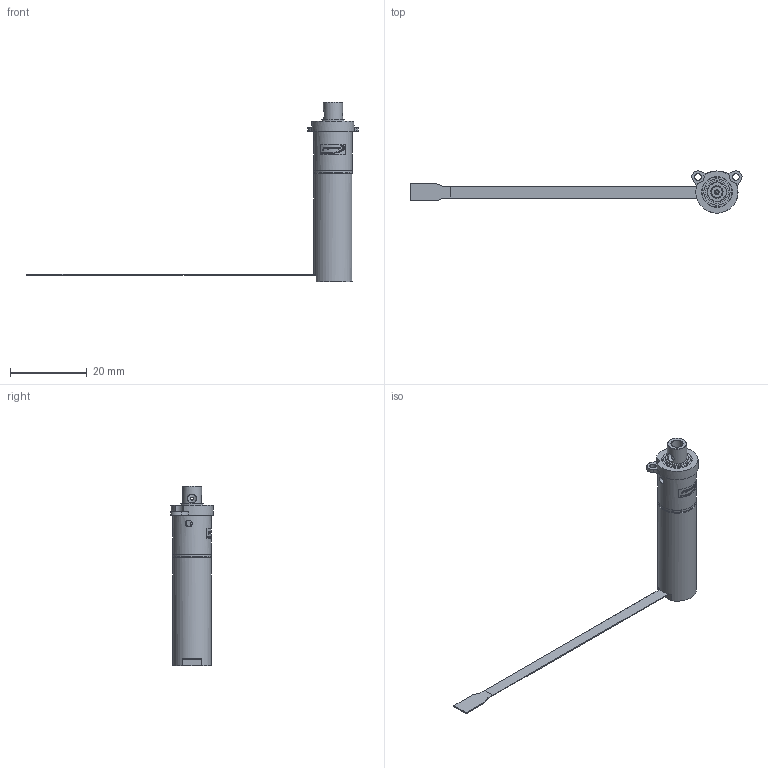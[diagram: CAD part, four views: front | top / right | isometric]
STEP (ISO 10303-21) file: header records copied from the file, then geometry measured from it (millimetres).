
FILE_DESCRIPTION(/* description */ ('MaalonDrive® ToolFit 10mm - Type 14'),/* implementation_level */ '2;1');
FILE_NAME(/* name */ 'model_product_id250.stp',/* time_stamp */ '2018-04-09T15:28:18+02:00',/* author */ ('SD'),/* organization */ ('Micromotion GmbH Germany'),/* preprocessor_version */ 'ST-DEVELOPER v16.1',/* originating_system */ 'Autodesk Inventor 2016',/* authorisation */ '');
FILE_SCHEMA (('AUTOMOTIVE_DESIGN { 1 0 10303 214 3 1 1 }'));
Length unit declared in the file: millimetre
Products named in the file (1): model_product_id250
Bounding box: 86.53 x 11.02 x 46.75 mm (x, y, z)
Volume: 3369.6 mm3; surface area: 2519 mm2
Topology: 1 solids, 1 shells, 960 faces, 2728 edges, 1806 vertices
Faces by surface type: bspline 643, plane 223, cylinder 83, cone 9, torus 2
Full cylindrical faces by diameter (mm): 0.8 x1, 1 x12, 1.7 x2, 1.8 x1, 2 x1, 2.3 x1, 3 x2, 4.6 x1, 5 x3, 5.3 x1, 5.6 x1, 6.85 x1, 7.4 x1, 7.8 x1, 8 x2, 9.1 x1, 10 x3
Entity records: 41363 total; most frequent: CARTESIAN_POINT 20131, ORIENTED_EDGE 5310, EDGE_CURVE 2648, DIRECTION 2123, VERTEX_POINT 1778, B_SPLINE_CURVE_WITH_KNOTS 1393, EDGE_LOOP 1080, LINE 1023
